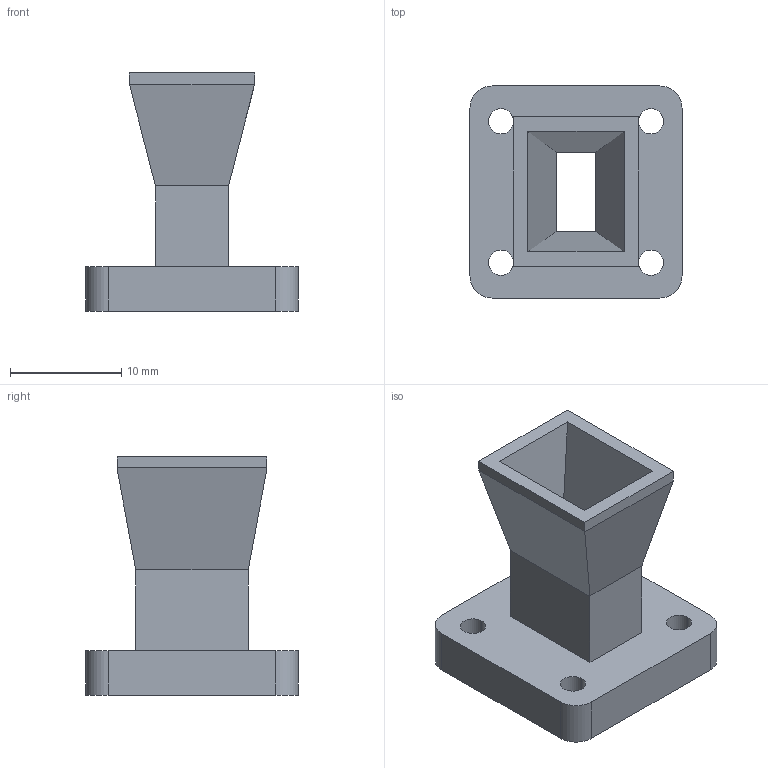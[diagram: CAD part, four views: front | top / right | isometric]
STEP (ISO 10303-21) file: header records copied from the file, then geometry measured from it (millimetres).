
FILE_DESCRIPTION (( 'STEP AP214' ), '1' );
FILE_NAME ('FMWAN028-10.step', '2021-09-15T18:09:16', ( '' ), ( '' ), 'SwSTEP 2.0', 'SolidWorks 2021', '' );
FILE_SCHEMA (( 'AUTOMOTIVE_DESIGN' ));
Length unit declared in the file: inch
Products named in the file (1): FMWAN028-10
Bounding box: 19.05 x 19.05 x 21.4 mm (x, y, z)
Volume: 2128.4 mm3; surface area: 2289.9 mm2
Topology: 1 solids, 1 shells, 41 faces, 112 edges, 74 vertices
Faces by surface type: plane 29, cylinder 12
Entity records: 1484 total; most frequent: CARTESIAN_POINT 228, ORIENTED_EDGE 224, DIRECTION 220, EDGE_CURVE 112, VECTOR 88, LINE 88, VERTEX_POINT 74, AXIS2_PLACEMENT_3D 66
